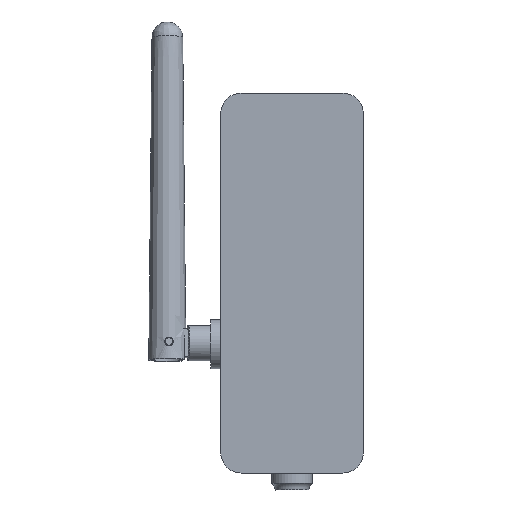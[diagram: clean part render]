
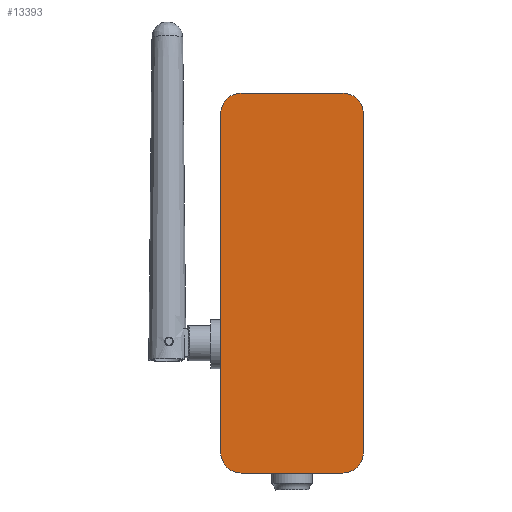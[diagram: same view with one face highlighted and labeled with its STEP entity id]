
A CAD part, front view. The second image highlights one B-rep face of the part: STEP entity #13393.
In plain terms, the highlighted planar face has unit normal (0, -1, 0).
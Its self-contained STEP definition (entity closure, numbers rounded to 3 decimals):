
#1584=LINE('',#23242,#2786);
#1589=LINE('',#23256,#2791);
#1593=LINE('',#23268,#2795);
#1597=LINE('',#23280,#2799);
#2786=VECTOR('',#18448,10.);
#2791=VECTOR('',#18461,10.);
#2795=VECTOR('',#18473,10.);
#2799=VECTOR('',#18485,10.);
#3762=FACE_OUTER_BOUND('',#4484,.T.);
#4484=EDGE_LOOP('',(#12178,#12179,#12180,#12181,#12182,#12183,#12184,#12185));
#4881=CIRCLE('',#14734,6.);
#4883=CIRCLE('',#14738,6.);
#4885=CIRCLE('',#14742,6.);
#4887=CIRCLE('',#14746,6.);
#6195=VERTEX_POINT('',#23240);
#6196=VERTEX_POINT('',#23241);
#6199=VERTEX_POINT('',#23249);
#6201=VERTEX_POINT('',#23255);
#6203=VERTEX_POINT('',#23261);
#6205=VERTEX_POINT('',#23267);
#6207=VERTEX_POINT('',#23273);
#6209=VERTEX_POINT('',#23279);
#8185=EDGE_CURVE('',#6195,#6196,#1584,.T.);
#8189=EDGE_CURVE('',#6199,#6195,#4881,.T.);
#8192=EDGE_CURVE('',#6201,#6199,#1589,.T.);
#8195=EDGE_CURVE('',#6203,#6201,#4883,.T.);
#8198=EDGE_CURVE('',#6205,#6203,#1593,.T.);
#8201=EDGE_CURVE('',#6207,#6205,#4885,.T.);
#8204=EDGE_CURVE('',#6209,#6207,#1597,.T.);
#8207=EDGE_CURVE('',#6196,#6209,#4887,.T.);
#12178=ORIENTED_EDGE('',*,*,#8207,.F.);
#12179=ORIENTED_EDGE('',*,*,#8185,.F.);
#12180=ORIENTED_EDGE('',*,*,#8189,.F.);
#12181=ORIENTED_EDGE('',*,*,#8192,.F.);
#12182=ORIENTED_EDGE('',*,*,#8195,.F.);
#12183=ORIENTED_EDGE('',*,*,#8198,.F.);
#12184=ORIENTED_EDGE('',*,*,#8201,.F.);
#12185=ORIENTED_EDGE('',*,*,#8204,.F.);
#12753=PLANE('',#14750);
#13393=ADVANCED_FACE('',(#3762),#12753,.F.);
#14734=AXIS2_PLACEMENT_3D('',#23250,#18454,#18455);
#14738=AXIS2_PLACEMENT_3D('',#23262,#18466,#18467);
#14742=AXIS2_PLACEMENT_3D('',#23274,#18478,#18479);
#14746=AXIS2_PLACEMENT_3D('',#23285,#18490,#18491);
#14750=AXIS2_PLACEMENT_3D('',#23289,#18498,#18499);
#18448=DIRECTION('',(0.,0.,-1.));
#18454=DIRECTION('center_axis',(0.,1.,0.));
#18455=DIRECTION('ref_axis',(0.,0.,1.));
#18461=DIRECTION('',(1.,0.,0.));
#18466=DIRECTION('center_axis',(0.,1.,0.));
#18467=DIRECTION('ref_axis',(-1.,0.,0.));
#18473=DIRECTION('',(0.,0.,1.));
#18478=DIRECTION('center_axis',(0.,1.,0.));
#18479=DIRECTION('ref_axis',(0.,0.,-1.));
#18485=DIRECTION('',(-1.,0.,0.));
#18490=DIRECTION('center_axis',(0.,1.,0.));
#18491=DIRECTION('ref_axis',(1.,0.,0.));
#18498=DIRECTION('center_axis',(0.,1.,0.));
#18499=DIRECTION('ref_axis',(1.,0.,0.));
#23240=CARTESIAN_POINT('',(21.,0.,50.));
#23241=CARTESIAN_POINT('',(21.,0.,-50.));
#23242=CARTESIAN_POINT('',(21.,0.,50.));
#23249=CARTESIAN_POINT('',(15.,0.,56.));
#23250=CARTESIAN_POINT('Origin',(15.,0.,50.));
#23255=CARTESIAN_POINT('',(-15.,0.,56.));
#23256=CARTESIAN_POINT('',(-15.,0.,56.));
#23261=CARTESIAN_POINT('',(-21.,0.,50.));
#23262=CARTESIAN_POINT('Origin',(-15.,0.,50.));
#23267=CARTESIAN_POINT('',(-21.,0.,-50.));
#23268=CARTESIAN_POINT('',(-21.,0.,-50.));
#23273=CARTESIAN_POINT('',(-15.,0.,-56.));
#23274=CARTESIAN_POINT('Origin',(-15.,0.,-50.));
#23279=CARTESIAN_POINT('',(15.,0.,-56.));
#23280=CARTESIAN_POINT('',(15.,0.,-56.));
#23285=CARTESIAN_POINT('Origin',(15.,0.,-50.));
#23289=CARTESIAN_POINT('Origin',(0.,0.,0.));
